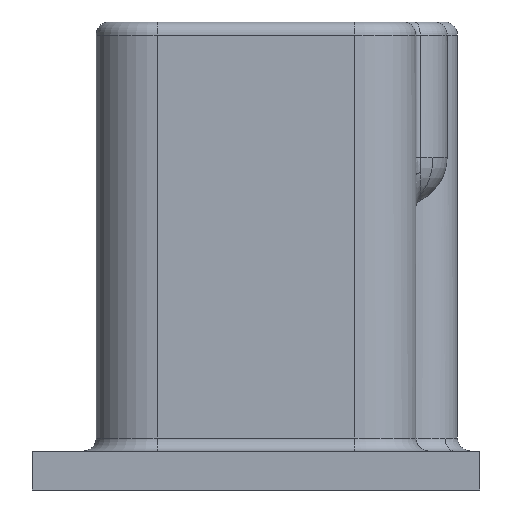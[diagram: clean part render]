
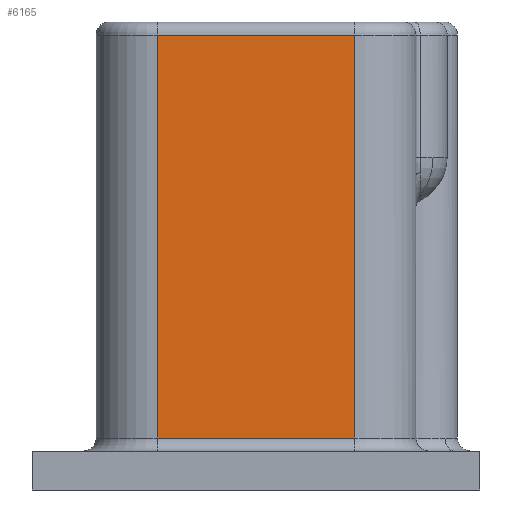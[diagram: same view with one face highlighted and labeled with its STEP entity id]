
A CAD part, front view. The second image highlights one B-rep face of the part: STEP entity #6165.
In plain terms, the highlighted planar face has unit normal (0, -1, 0).
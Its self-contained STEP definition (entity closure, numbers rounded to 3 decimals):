
#6145=AXIS2_PLACEMENT_3D('Plane Axis2P3D',#6142,#6143,#6144) ;
#5280=CARTESIAN_POINT('Vertex',(-3.8,-10.25,16.)) ;
#5302=CARTESIAN_POINT('Line Origine',(0.6,-10.25,16.)) ;
#5306=CARTESIAN_POINT('Vertex',(3.8,-10.25,16.)) ;
#6123=CARTESIAN_POINT('Line Origine',(-3.8,-10.25,8.25)) ;
#6127=CARTESIAN_POINT('Vertex',(-3.8,-10.25,0.5)) ;
#6142=CARTESIAN_POINT('Axis2P3D Location',(-6.15,-10.25,0.)) ;
#6147=CARTESIAN_POINT('Line Origine',(3.8,-10.25,8.25)) ;
#6151=CARTESIAN_POINT('Vertex',(3.8,-10.25,0.5)) ;
#6154=CARTESIAN_POINT('Line Origine',(0.,-10.25,0.5)) ;
#5303=DIRECTION('Vector Direction',(1.,0.,0.)) ;
#6124=DIRECTION('Vector Direction',(0.,0.,1.)) ;
#6143=DIRECTION('Axis2P3D Direction',(-0.,-1.,-0.)) ;
#6144=DIRECTION('Axis2P3D XDirection',(-1.,0.,0.)) ;
#6148=DIRECTION('Vector Direction',(0.,0.,1.)) ;
#6155=DIRECTION('Vector Direction',(-1.,0.,0.)) ;
#5304=VECTOR('Line Direction',#5303,1.) ;
#6125=VECTOR('Line Direction',#6124,1.) ;
#6149=VECTOR('Line Direction',#6148,1.) ;
#6156=VECTOR('Line Direction',#6155,1.) ;
#6160=ORIENTED_EDGE('',*,*,#6153,.T.) ;
#6161=ORIENTED_EDGE('',*,*,#5308,.F.) ;
#6162=ORIENTED_EDGE('',*,*,#6129,.F.) ;
#6163=ORIENTED_EDGE('',*,*,#6158,.F.) ;
#6165=ADVANCED_FACE('PART',(#6164),#6146,.T.) ;
#5308=EDGE_CURVE('',#5281,#5307,#5305,.T.) ;
#6129=EDGE_CURVE('',#6128,#5281,#6126,.T.) ;
#6153=EDGE_CURVE('',#6152,#5307,#6150,.T.) ;
#6158=EDGE_CURVE('',#6152,#6128,#6157,.T.) ;
#6159=EDGE_LOOP('',(#6160,#6161,#6162,#6163)) ;
#6164=FACE_OUTER_BOUND('',#6159,.T.) ;
#5305=LINE('Line',#5302,#5304) ;
#6126=LINE('Line',#6123,#6125) ;
#6150=LINE('Line',#6147,#6149) ;
#6157=LINE('Line',#6154,#6156) ;
#6146=PLANE('',#6145) ;
#5281=VERTEX_POINT('',#5280) ;
#5307=VERTEX_POINT('',#5306) ;
#6128=VERTEX_POINT('',#6127) ;
#6152=VERTEX_POINT('',#6151) ;
